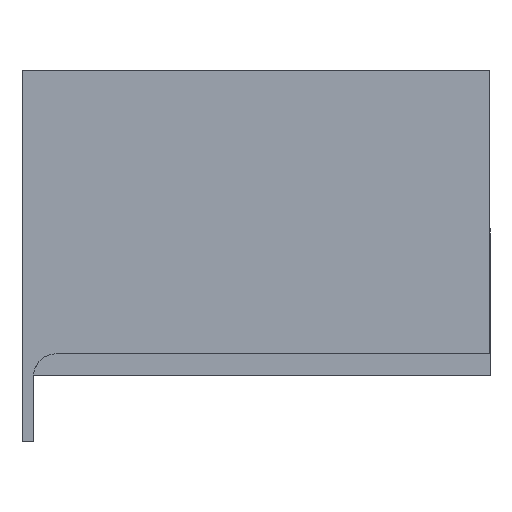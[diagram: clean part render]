
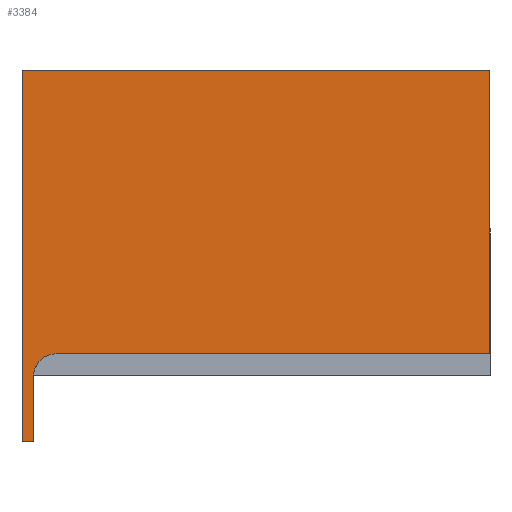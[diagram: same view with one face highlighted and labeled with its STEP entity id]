
A CAD part, left-side view. The second image highlights one B-rep face of the part: STEP entity #3384.
In plain terms, the highlighted planar face has unit normal (-1, 0, 0).
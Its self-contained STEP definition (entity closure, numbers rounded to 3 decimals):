
#3349=AXIS2_PLACEMENT_3D('Plane Axis2P3D',#3346,#3347,#3348) ;
#3372=AXIS2_PLACEMENT_3D('Circle Axis2P3D',#3370,#3371,$) ;
#752=CARTESIAN_POINT('Vertex',(-45.,80.5,78.5)) ;
#757=CARTESIAN_POINT('Line Origine',(-45.,81.5,78.5)) ;
#761=CARTESIAN_POINT('Vertex',(-45.,82.5,78.5)) ;
#788=CARTESIAN_POINT('Line Origine',(-45.,82.5,111.25)) ;
#792=CARTESIAN_POINT('Vertex',(-45.,82.5,144.)) ;
#2937=CARTESIAN_POINT('Vertex',(-45.,0.,144.)) ;
#2940=CARTESIAN_POINT('Line Origine',(-45.,0.,119.)) ;
#2944=CARTESIAN_POINT('Vertex',(-45.,0.,94.)) ;
#3346=CARTESIAN_POINT('Axis2P3D Location',(-45.,0.,0.)) ;
#3351=CARTESIAN_POINT('Line Origine',(-45.,38.25,94.)) ;
#3355=CARTESIAN_POINT('Vertex',(-45.,76.5,94.)) ;
#3358=CARTESIAN_POINT('Line Origine',(-45.,41.25,144.)) ;
#3363=CARTESIAN_POINT('Line Origine',(-45.,80.5,84.25)) ;
#3367=CARTESIAN_POINT('Vertex',(-45.,80.5,90.)) ;
#3370=CARTESIAN_POINT('Axis2P3D Location',(-45.,76.5,90.)) ;
#758=DIRECTION('Vector Direction',(0.,-1.,0.)) ;
#789=DIRECTION('Vector Direction',(0.,0.,-1.)) ;
#2941=DIRECTION('Vector Direction',(0.,0.,1.)) ;
#3347=DIRECTION('Axis2P3D Direction',(1.,0.,0.)) ;
#3348=DIRECTION('Axis2P3D XDirection',(0.,1.,0.)) ;
#3352=DIRECTION('Vector Direction',(0.,-1.,0.)) ;
#3359=DIRECTION('Vector Direction',(0.,1.,0.)) ;
#3364=DIRECTION('Vector Direction',(0.,0.,1.)) ;
#3371=DIRECTION('Axis2P3D Direction',(1.,0.,0.)) ;
#759=VECTOR('Line Direction',#758,1.) ;
#790=VECTOR('Line Direction',#789,1.) ;
#2942=VECTOR('Line Direction',#2941,1.) ;
#3353=VECTOR('Line Direction',#3352,1.) ;
#3360=VECTOR('Line Direction',#3359,1.) ;
#3365=VECTOR('Line Direction',#3364,1.) ;
#3376=ORIENTED_EDGE('',*,*,#3357,.F.) ;
#3377=ORIENTED_EDGE('',*,*,#2946,.F.) ;
#3378=ORIENTED_EDGE('',*,*,#3362,.F.) ;
#3379=ORIENTED_EDGE('',*,*,#794,.F.) ;
#3380=ORIENTED_EDGE('',*,*,#763,.F.) ;
#3381=ORIENTED_EDGE('',*,*,#3369,.F.) ;
#3382=ORIENTED_EDGE('',*,*,#3374,.T.) ;
#3384=ADVANCED_FACE('Copriterminale alto HTC superiore',(#3383),#3350,.F.) ;
#3373=CIRCLE('generated circle',#3372,4.) ;
#763=EDGE_CURVE('',#753,#762,#760,.F.) ;
#794=EDGE_CURVE('',#762,#793,#791,.F.) ;
#2946=EDGE_CURVE('',#2938,#2945,#2943,.F.) ;
#3357=EDGE_CURVE('',#2945,#3356,#3354,.F.) ;
#3362=EDGE_CURVE('',#793,#2938,#3361,.F.) ;
#3369=EDGE_CURVE('',#3368,#753,#3366,.F.) ;
#3374=EDGE_CURVE('',#3368,#3356,#3373,.T.) ;
#3375=EDGE_LOOP('',(#3376,#3377,#3378,#3379,#3380,#3381,#3382)) ;
#3383=FACE_OUTER_BOUND('',#3375,.T.) ;
#760=LINE('Line',#757,#759) ;
#791=LINE('Line',#788,#790) ;
#2943=LINE('Line',#2940,#2942) ;
#3354=LINE('Line',#3351,#3353) ;
#3361=LINE('Line',#3358,#3360) ;
#3366=LINE('Line',#3363,#3365) ;
#3350=PLANE('',#3349) ;
#753=VERTEX_POINT('',#752) ;
#762=VERTEX_POINT('',#761) ;
#793=VERTEX_POINT('',#792) ;
#2938=VERTEX_POINT('',#2937) ;
#2945=VERTEX_POINT('',#2944) ;
#3356=VERTEX_POINT('',#3355) ;
#3368=VERTEX_POINT('',#3367) ;
